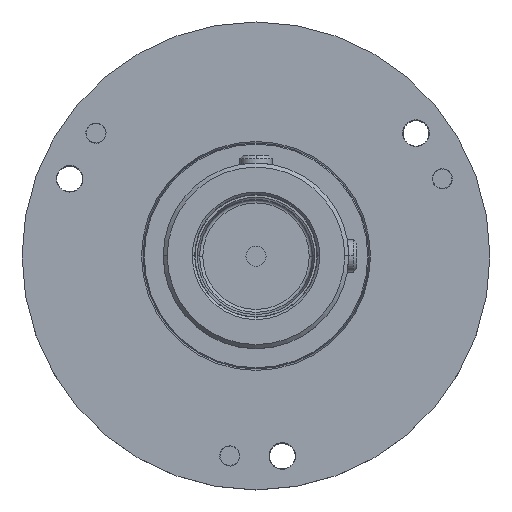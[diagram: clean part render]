
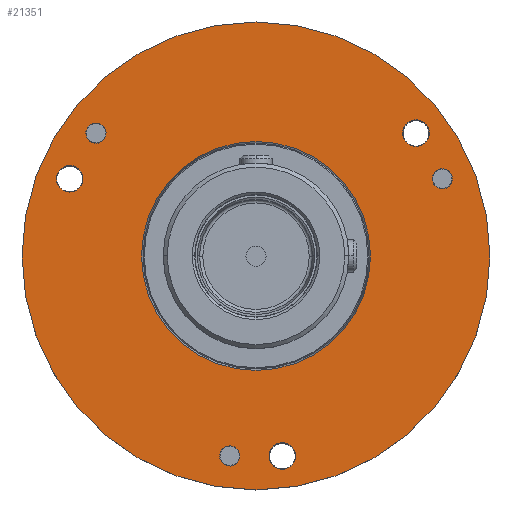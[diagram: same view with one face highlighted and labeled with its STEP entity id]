
A CAD part, top view. The second image highlights one B-rep face of the part: STEP entity #21351.
In plain terms, the highlighted planar face has unit normal (0, 0, 1).
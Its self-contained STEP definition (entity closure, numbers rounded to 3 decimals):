
#793=CARTESIAN_POINT('',(0.,0.,18.));
#794=DIRECTION('',(0.,0.,1.));
#795=DIRECTION('',(1.,0.,0.));
#796=AXIS2_PLACEMENT_3D('',#793,#794,#795);
#798=CARTESIAN_POINT('',(0.,0.,18.));
#799=DIRECTION('',(0.,0.,1.));
#800=DIRECTION('',(-1.,0.,0.));
#801=AXIS2_PLACEMENT_3D('',#798,#799,#800);
#803=CARTESIAN_POINT('',(-19.834,15.219,18.));
#804=DIRECTION('',(0.,0.,-1.));
#805=DIRECTION('',(-0.793,0.609,0.));
#806=AXIS2_PLACEMENT_3D('',#803,#804,#805);
#808=CARTESIAN_POINT('',(-19.834,15.219,18.));
#809=DIRECTION('',(0.,0.,-1.));
#810=DIRECTION('',(0.793,-0.609,0.));
#811=AXIS2_PLACEMENT_3D('',#808,#809,#810);
#813=CARTESIAN_POINT('',(-3.263,-24.786,18.));
#814=DIRECTION('',(0.,0.,-1.));
#815=DIRECTION('',(-0.131,-0.991,0.));
#816=AXIS2_PLACEMENT_3D('',#813,#814,#815);
#818=CARTESIAN_POINT('',(-3.263,-24.786,18.));
#819=DIRECTION('',(0.,0.,-1.));
#820=DIRECTION('',(0.131,0.991,0.));
#821=AXIS2_PLACEMENT_3D('',#818,#819,#820);
#823=CARTESIAN_POINT('',(23.097,9.567,18.));
#824=DIRECTION('',(0.,0.,-1.));
#825=DIRECTION('',(0.924,0.383,0.));
#826=AXIS2_PLACEMENT_3D('',#823,#824,#825);
#828=CARTESIAN_POINT('',(23.097,9.567,18.));
#829=DIRECTION('',(0.,0.,-1.));
#830=DIRECTION('',(-0.924,-0.383,0.));
#831=AXIS2_PLACEMENT_3D('',#828,#829,#830);
#833=CARTESIAN_POINT('',(3.263,-24.786,18.));
#834=DIRECTION('',(0.,0.,1.));
#835=DIRECTION('',(0.,-1.,0.));
#836=AXIS2_PLACEMENT_3D('',#833,#834,#835);
#838=CARTESIAN_POINT('',(3.263,-24.786,18.));
#839=DIRECTION('',(0.,0.,1.));
#840=DIRECTION('',(0.,1.,0.));
#841=AXIS2_PLACEMENT_3D('',#838,#839,#840);
#843=CARTESIAN_POINT('',(19.834,15.219,18.));
#844=DIRECTION('',(0.,0.,1.));
#845=DIRECTION('',(0.,-1.,0.));
#846=AXIS2_PLACEMENT_3D('',#843,#844,#845);
#848=CARTESIAN_POINT('',(19.834,15.219,18.));
#849=DIRECTION('',(0.,0.,1.));
#850=DIRECTION('',(0.,1.,0.));
#851=AXIS2_PLACEMENT_3D('',#848,#849,#850);
#853=CARTESIAN_POINT('',(-23.097,9.567,18.));
#854=DIRECTION('',(0.,0.,1.));
#855=DIRECTION('',(0.,-1.,0.));
#856=AXIS2_PLACEMENT_3D('',#853,#854,#855);
#858=CARTESIAN_POINT('',(-23.097,9.567,18.));
#859=DIRECTION('',(0.,0.,1.));
#860=DIRECTION('',(0.,1.,0.));
#861=AXIS2_PLACEMENT_3D('',#858,#859,#860);
#863=CARTESIAN_POINT('',(0.,0.,18.));
#864=DIRECTION('',(0.,0.,-1.));
#865=DIRECTION('',(-1.,0.,0.));
#866=AXIS2_PLACEMENT_3D('',#863,#864,#865);
#881=CARTESIAN_POINT('',(0.,0.,18.));
#882=DIRECTION('',(0.,0.,-1.));
#883=DIRECTION('',(1.,0.,0.));
#884=AXIS2_PLACEMENT_3D('',#881,#882,#883);
#16598=CARTESIAN_POINT('',(29.,0.,18.));
#16599=CARTESIAN_POINT('',(-29.,0.,18.));
#16600=VERTEX_POINT('',#16598);
#16601=VERTEX_POINT('',#16599);
#16686=CARTESIAN_POINT('',(-20.826,15.98,18.));
#16687=CARTESIAN_POINT('',(-18.842,14.458,18.));
#16688=VERTEX_POINT('',#16686);
#16689=VERTEX_POINT('',#16687);
#16690=CARTESIAN_POINT('',(-3.426,-26.025,18.));
#16691=CARTESIAN_POINT('',(-3.1,-23.547,18.));
#16692=VERTEX_POINT('',#16690);
#16693=VERTEX_POINT('',#16691);
#16694=CARTESIAN_POINT('',(24.252,10.045,18.));
#16695=CARTESIAN_POINT('',(21.942,9.089,18.));
#16696=VERTEX_POINT('',#16694);
#16697=VERTEX_POINT('',#16695);
#16796=CARTESIAN_POINT('',(14.188,0.,18.));
#16797=CARTESIAN_POINT('',(-14.188,0.,18.));
#16798=VERTEX_POINT('',#16796);
#16799=VERTEX_POINT('',#16797);
#16984=CARTESIAN_POINT('',(3.263,-26.436,18.));
#16985=CARTESIAN_POINT('',(3.263,-23.136,18.));
#16986=VERTEX_POINT('',#16984);
#16987=VERTEX_POINT('',#16985);
#16992=CARTESIAN_POINT('',(19.834,13.569,18.));
#16993=CARTESIAN_POINT('',(19.834,16.869,18.));
#16994=VERTEX_POINT('',#16992);
#16995=VERTEX_POINT('',#16993);
#17000=CARTESIAN_POINT('',(-23.097,7.917,18.));
#17001=CARTESIAN_POINT('',(-23.097,11.217,18.));
#17002=VERTEX_POINT('',#17000);
#17003=VERTEX_POINT('',#17001);
#21300=CARTESIAN_POINT('',(0.,0.,18.));
#21301=DIRECTION('',(0.,0.,1.));
#21302=DIRECTION('',(1.,0.,0.));
#21303=AXIS2_PLACEMENT_3D('',#21300,#21301,#21302);
#21304=PLANE('',#21303);
#21305=ORIENTED_EDGE('',*,*,#21280,.F.);
#21306=ORIENTED_EDGE('',*,*,#21294,.F.);
#21307=EDGE_LOOP('',(#21305,#21306));
#21308=FACE_OUTER_BOUND('',#21307,.F.);
#21310=ORIENTED_EDGE('',*,*,#21309,.F.);
#21312=ORIENTED_EDGE('',*,*,#21311,.F.);
#21313=EDGE_LOOP('',(#21310,#21312));
#21314=FACE_BOUND('',#21313,.F.);
#21316=ORIENTED_EDGE('',*,*,#21315,.F.);
#21318=ORIENTED_EDGE('',*,*,#21317,.F.);
#21319=EDGE_LOOP('',(#21316,#21318));
#21320=FACE_BOUND('',#21319,.F.);
#21322=ORIENTED_EDGE('',*,*,#21321,.F.);
#21324=ORIENTED_EDGE('',*,*,#21323,.F.);
#21325=EDGE_LOOP('',(#21322,#21324));
#21326=FACE_BOUND('',#21325,.F.);
#21328=ORIENTED_EDGE('',*,*,#21327,.F.);
#21330=ORIENTED_EDGE('',*,*,#21329,.F.);
#21331=EDGE_LOOP('',(#21328,#21330));
#21332=FACE_BOUND('',#21331,.F.);
#21334=ORIENTED_EDGE('',*,*,#21333,.T.);
#21336=ORIENTED_EDGE('',*,*,#21335,.T.);
#21337=EDGE_LOOP('',(#21334,#21336));
#21338=FACE_BOUND('',#21337,.F.);
#21340=ORIENTED_EDGE('',*,*,#21339,.T.);
#21342=ORIENTED_EDGE('',*,*,#21341,.T.);
#21343=EDGE_LOOP('',(#21340,#21342));
#21344=FACE_BOUND('',#21343,.F.);
#21346=ORIENTED_EDGE('',*,*,#21345,.T.);
#21348=ORIENTED_EDGE('',*,*,#21347,.T.);
#21349=EDGE_LOOP('',(#21346,#21348));
#21350=FACE_BOUND('',#21349,.F.);
#797=CIRCLE('',#796,29.);
#802=CIRCLE('',#801,29.);
#807=CIRCLE('',#806,1.25);
#812=CIRCLE('',#811,1.25);
#817=CIRCLE('',#816,1.25);
#822=CIRCLE('',#821,1.25);
#827=CIRCLE('',#826,1.25);
#832=CIRCLE('',#831,1.25);
#837=CIRCLE('',#836,1.65);
#842=CIRCLE('',#841,1.65);
#847=CIRCLE('',#846,1.65);
#852=CIRCLE('',#851,1.65);
#857=CIRCLE('',#856,1.65);
#862=CIRCLE('',#861,1.65);
#867=CIRCLE('',#866,14.188);
#885=CIRCLE('',#884,14.188);
#21280=EDGE_CURVE('',#16600,#16601,#797,.T.);
#21294=EDGE_CURVE('',#16601,#16600,#802,.T.);
#21309=EDGE_CURVE('',#16799,#16798,#867,.T.);
#21311=EDGE_CURVE('',#16798,#16799,#885,.T.);
#21315=EDGE_CURVE('',#16688,#16689,#807,.T.);
#21317=EDGE_CURVE('',#16689,#16688,#812,.T.);
#21321=EDGE_CURVE('',#16692,#16693,#817,.T.);
#21323=EDGE_CURVE('',#16693,#16692,#822,.T.);
#21327=EDGE_CURVE('',#16696,#16697,#827,.T.);
#21329=EDGE_CURVE('',#16697,#16696,#832,.T.);
#21333=EDGE_CURVE('',#16986,#16987,#837,.T.);
#21335=EDGE_CURVE('',#16987,#16986,#842,.T.);
#21339=EDGE_CURVE('',#16994,#16995,#847,.T.);
#21341=EDGE_CURVE('',#16995,#16994,#852,.T.);
#21345=EDGE_CURVE('',#17002,#17003,#857,.T.);
#21347=EDGE_CURVE('',#17003,#17002,#862,.T.);
#21351=ADVANCED_FACE('',(#21308,#21314,#21320,#21326,#21332,#21338,#21344,
#21350),#21304,.T.);
